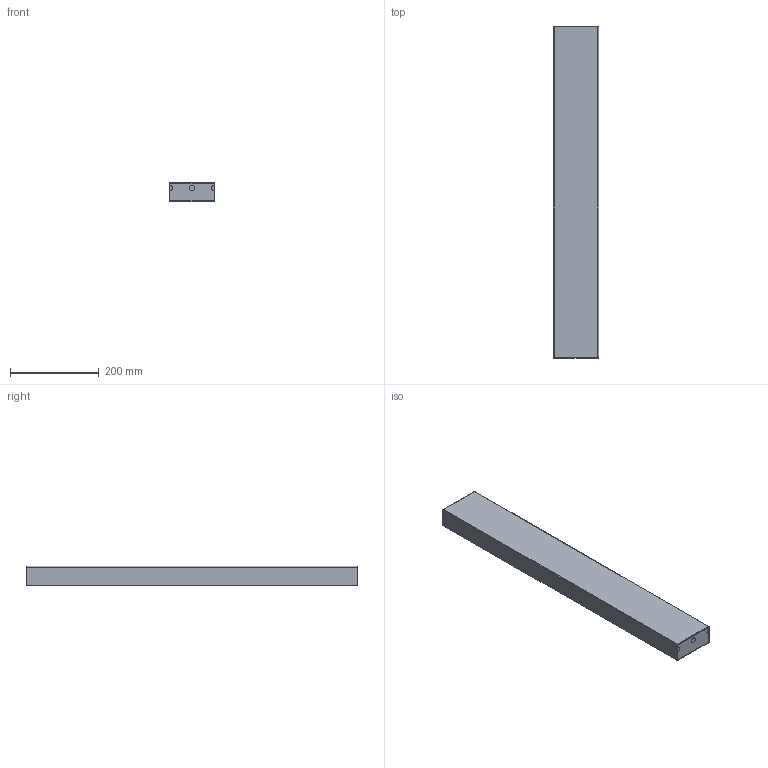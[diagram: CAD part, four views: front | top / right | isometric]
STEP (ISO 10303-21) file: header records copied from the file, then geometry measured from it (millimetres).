
FILE_DESCRIPTION(/* description */ (''),/* implementation_level */ '2;1');
FILE_NAME(/* name */ 'TBAA075054 - Customer.stp',/* time_stamp */ '2014-05-28T10:31:02+02:00',/* author */ ('bs'),/* organization */ (''),/* preprocessor_version */ 'ST-DEVELOPER v15.2',/* originating_system */ 'Autodesk Inventor 2014',/* authorisation */ '');
FILE_SCHEMA (('AUTOMOTIVE_DESIGN { 1 0 10303 214 3 1 1 }'));
Length unit declared in the file: millimetre
Products named in the file (1): TBAA075054 - Customer
Bounding box: 102 x 749 x 44 mm (x, y, z)
Volume: 515135 mm3; surface area: 506720.2 mm2
Topology: 2 solids, 2 shells, 84 faces, 172 edges, 96 vertices
Faces by surface type: plane 60, cylinder 16, bspline 8
Full cylindrical faces by diameter (mm): 6.647 x2, 12 x2
Entity records: 2417 total; most frequent: CARTESIAN_POINT 593, DIRECTION 342, ORIENTED_EDGE 332, EDGE_CURVE 166, AXIS2_PLACEMENT_3D 115, LINE 112, VECTOR 112, EDGE_LOOP 98
